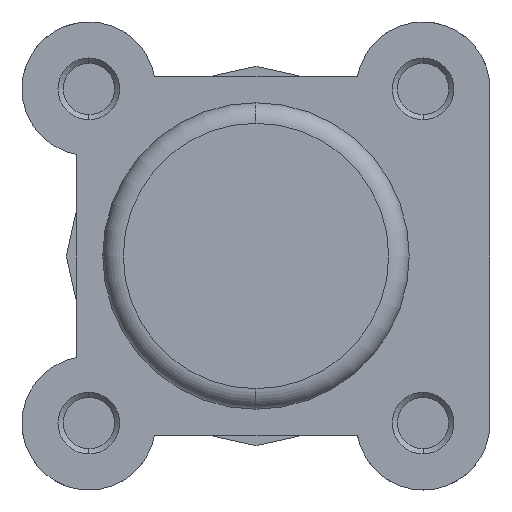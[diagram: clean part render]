
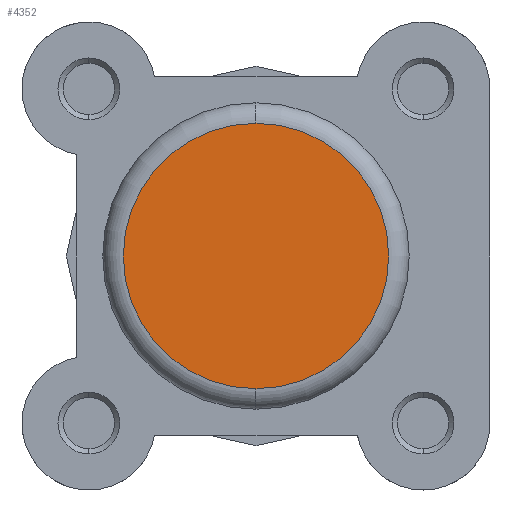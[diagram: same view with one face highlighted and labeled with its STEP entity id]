
A CAD part, left-side view. The second image highlights one B-rep face of the part: STEP entity #4352.
In plain terms, the highlighted planar face has unit normal (-1, 0, 0).
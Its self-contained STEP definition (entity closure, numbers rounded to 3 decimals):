
#350 = ORIENTED_EDGE ( 'NONE', *, *, #1171, .T. ) ;
#351 = ORIENTED_EDGE ( 'NONE', *, *, #1229, .T. ) ;
#826 = CIRCLE ( 'NONE', #1574, 12.9 ) ;
#909 = CIRCLE ( 'NONE', #1602, 12.9 ) ;
#1171 = EDGE_CURVE ( 'NONE', #2200, #2206, #826, .T. ) ;
#1229 = EDGE_CURVE ( 'NONE', #2206, #2200, #909, .T. ) ;
#1574 = AXIS2_PLACEMENT_3D ( 'NONE', #2337, #2338, #2339 ) ;
#1602 = AXIS2_PLACEMENT_3D ( 'NONE', #2486, #2487, #2488 ) ;
#1942 = AXIS2_PLACEMENT_3D ( 'NONE', #5519, #5522, #5523 ) ;
#2200 = VERTEX_POINT ( 'NONE', #4914 ) ;
#2206 = VERTEX_POINT ( 'NONE', #4920 ) ;
#2337 = CARTESIAN_POINT ( 'NONE',  ( 0., 0., 0. ) ) ;
#2338 = DIRECTION ( 'NONE',  ( -1., 0., 0. ) ) ;
#2339 = DIRECTION ( 'NONE',  ( 0., 0., -1. ) ) ;
#2486 = CARTESIAN_POINT ( 'NONE',  ( 0., 0., 0. ) ) ;
#2487 = DIRECTION ( 'NONE',  ( -1., 0., 0. ) ) ;
#2488 = DIRECTION ( 'NONE',  ( 0., 0., -1. ) ) ;
#3506 = FACE_OUTER_BOUND ( 'NONE', #4130, .T. ) ;
#4130 = EDGE_LOOP ( 'NONE', ( #351, #350 ) ) ;
#4352 = ADVANCED_FACE ( 'NONE', ( #3506 ), #5520, .F. ) ;
#4914 = CARTESIAN_POINT ( 'NONE',  ( 0., 0., 12.9 ) ) ;
#4920 = CARTESIAN_POINT ( 'NONE',  ( 0., 0., -12.9 ) ) ;
#5519 = CARTESIAN_POINT ( 'NONE',  ( 0., 0., 0. ) ) ;
#5520 = PLANE ( 'NONE',  #1942 ) ;
#5522 = DIRECTION ( 'NONE',  ( 1., 0., 0. ) ) ;
#5523 = DIRECTION ( 'NONE',  ( 0., 0., -1. ) ) ;
